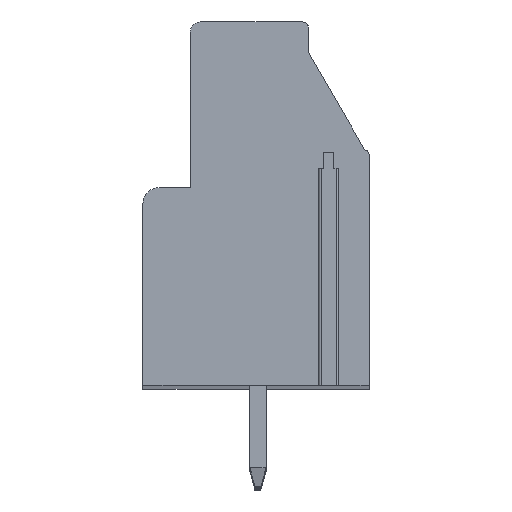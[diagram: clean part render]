
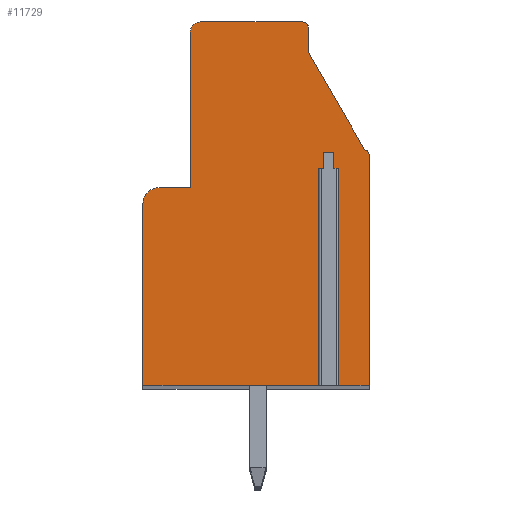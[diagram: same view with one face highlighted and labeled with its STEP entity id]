
A CAD part, top view. The second image highlights one B-rep face of the part: STEP entity #11729.
In plain terms, the highlighted planar face has unit normal (0, 0, 1).
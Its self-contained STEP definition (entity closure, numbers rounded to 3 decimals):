
#3683=DIRECTION('',(-1.,0.,0.));
#3684=VECTOR('',#3683,0.5);
#3685=CARTESIAN_POINT('',(3.85,2.55,3.75));
#3686=LINE('',#3685,#3684);
#3687=DIRECTION('',(0.,1.,0.));
#3688=VECTOR('',#3687,0.8);
#3689=CARTESIAN_POINT('',(3.35,1.75,3.75));
#3690=LINE('',#3689,#3688);
#3691=DIRECTION('',(0.,1.,0.));
#3692=VECTOR('',#3691,10.75);
#3693=CARTESIAN_POINT('',(3.35,-9.,3.75));
#3694=LINE('',#3693,#3692);
#3695=DIRECTION('',(1.,0.,0.));
#3696=VECTOR('',#3695,8.95);
#3697=CARTESIAN_POINT('',(-5.6,-9.,3.75));
#3698=LINE('',#3697,#3696);
#3699=DIRECTION('',(0.,-1.,0.));
#3700=VECTOR('',#3699,9.);
#3701=CARTESIAN_POINT('',(-5.6,0.,3.75));
#3702=LINE('',#3701,#3700);
#3703=CARTESIAN_POINT('',(-4.8,0.,3.75));
#3704=DIRECTION('',(0.,0.,1.));
#3705=DIRECTION('',(0.,1.,0.));
#3706=AXIS2_PLACEMENT_3D('',#3703,#3704,#3705);
#3708=DIRECTION('',(-1.,0.,0.));
#3709=VECTOR('',#3708,1.55);
#3710=CARTESIAN_POINT('',(-3.25,0.8,3.75));
#3711=LINE('',#3710,#3709);
#3712=DIRECTION('',(0.,-1.,0.));
#3713=VECTOR('',#3712,7.7);
#3714=CARTESIAN_POINT('',(-3.25,8.5,3.75));
#3715=LINE('',#3714,#3713);
#3716=CARTESIAN_POINT('',(-2.75,8.5,3.75));
#3717=DIRECTION('',(0.,0.,1.));
#3718=DIRECTION('',(0.,1.,0.));
#3719=AXIS2_PLACEMENT_3D('',#3716,#3717,#3718);
#3721=DIRECTION('',(-1.,0.,0.));
#3722=VECTOR('',#3721,5.05);
#3723=CARTESIAN_POINT('',(2.3,9.,3.75));
#3724=LINE('',#3723,#3722);
#3725=CARTESIAN_POINT('',(2.3,8.7,3.75));
#3726=DIRECTION('',(0.,0.,1.));
#3727=DIRECTION('',(1.,0.,0.));
#3728=AXIS2_PLACEMENT_3D('',#3725,#3726,#3727);
#3730=DIRECTION('',(0.,1.,0.));
#3731=VECTOR('',#3730,1.2);
#3732=CARTESIAN_POINT('',(2.6,7.5,3.75));
#3733=LINE('',#3732,#3731);
#3734=DIRECTION('',(-0.5,0.866,0.));
#3735=VECTOR('',#3734,5.6);
#3736=CARTESIAN_POINT('',(5.4,2.65,3.75));
#3737=LINE('',#3736,#3735);
#3738=CARTESIAN_POINT('',(5.4,2.45,3.75));
#3739=DIRECTION('',(0.,0.,1.));
#3740=DIRECTION('',(1.,0.,0.));
#3741=AXIS2_PLACEMENT_3D('',#3738,#3739,#3740);
#3743=DIRECTION('',(0.,1.,0.));
#3744=VECTOR('',#3743,11.45);
#3745=CARTESIAN_POINT('',(5.6,-9.,3.75));
#3746=LINE('',#3745,#3744);
#3747=DIRECTION('',(1.,0.,0.));
#3748=VECTOR('',#3747,1.75);
#3749=CARTESIAN_POINT('',(3.85,-9.,3.75));
#3750=LINE('',#3749,#3748);
#3751=DIRECTION('',(0.,1.,0.));
#3752=VECTOR('',#3751,10.75);
#3753=CARTESIAN_POINT('',(3.85,-9.,3.75));
#3754=LINE('',#3753,#3752);
#3755=DIRECTION('',(0.,1.,0.));
#3756=VECTOR('',#3755,0.8);
#3757=CARTESIAN_POINT('',(3.85,1.75,3.75));
#3758=LINE('',#3757,#3756);
#5573=CARTESIAN_POINT('',(5.6,-9.,3.75));
#5574=CARTESIAN_POINT('',(5.6,2.45,3.75));
#5575=VERTEX_POINT('',#5573);
#5576=VERTEX_POINT('',#5574);
#5577=CARTESIAN_POINT('',(5.4,2.65,3.75));
#5578=VERTEX_POINT('',#5577);
#5579=CARTESIAN_POINT('',(2.6,7.5,3.75));
#5580=VERTEX_POINT('',#5579);
#5582=CARTESIAN_POINT('',(-5.6,-9.,3.75));
#5584=VERTEX_POINT('',#5582);
#5601=CARTESIAN_POINT('',(3.35,-9.,3.75));
#5602=VERTEX_POINT('',#5601);
#5603=CARTESIAN_POINT('',(3.85,-9.,3.75));
#5604=VERTEX_POINT('',#5603);
#5774=CARTESIAN_POINT('',(-3.25,0.8,3.75));
#5776=VERTEX_POINT('',#5774);
#5781=CARTESIAN_POINT('',(-4.8,0.8,3.75));
#5782=VERTEX_POINT('',#5781);
#5783=CARTESIAN_POINT('',(-5.6,0.,3.75));
#5784=VERTEX_POINT('',#5783);
#5789=CARTESIAN_POINT('',(-2.75,9.,3.75));
#5790=VERTEX_POINT('',#5789);
#5791=CARTESIAN_POINT('',(-3.25,8.5,3.75));
#5792=VERTEX_POINT('',#5791);
#5797=CARTESIAN_POINT('',(2.6,8.7,3.75));
#5798=VERTEX_POINT('',#5797);
#5799=CARTESIAN_POINT('',(2.3,9.,3.75));
#5800=VERTEX_POINT('',#5799);
#5805=CARTESIAN_POINT('',(3.85,2.55,3.75));
#5806=CARTESIAN_POINT('',(3.35,2.55,3.75));
#5807=VERTEX_POINT('',#5805);
#5808=VERTEX_POINT('',#5806);
#5809=CARTESIAN_POINT('',(3.35,1.75,3.75));
#5810=VERTEX_POINT('',#5809);
#5811=CARTESIAN_POINT('',(3.85,1.75,3.75));
#5812=VERTEX_POINT('',#5811);
#11699=CARTESIAN_POINT('',(0.,0.,3.75));
#11700=DIRECTION('',(0.,0.,1.));
#11701=DIRECTION('',(1.,0.,0.));
#11702=AXIS2_PLACEMENT_3D('',#11699,#11700,#11701);
#11703=PLANE('',#11702);
#11705=ORIENTED_EDGE('',*,*,#11704,.T.);
#11707=ORIENTED_EDGE('',*,*,#11706,.F.);
#11709=ORIENTED_EDGE('',*,*,#11708,.F.);
#11710=ORIENTED_EDGE('',*,*,#11436,.F.);
#11711=ORIENTED_EDGE('',*,*,#11692,.F.);
#11712=ORIENTED_EDGE('',*,*,#7065,.F.);
#11713=ORIENTED_EDGE('',*,*,#7081,.F.);
#11714=ORIENTED_EDGE('',*,*,#7093,.F.);
#11715=ORIENTED_EDGE('',*,*,#7108,.F.);
#11716=ORIENTED_EDGE('',*,*,#7123,.F.);
#11717=ORIENTED_EDGE('',*,*,#11224,.F.);
#11718=ORIENTED_EDGE('',*,*,#11239,.F.);
#11719=ORIENTED_EDGE('',*,*,#11252,.F.);
#11720=ORIENTED_EDGE('',*,*,#11266,.F.);
#11721=ORIENTED_EDGE('',*,*,#11280,.F.);
#11722=ORIENTED_EDGE('',*,*,#11448,.F.);
#11724=ORIENTED_EDGE('',*,*,#11723,.T.);
#11726=ORIENTED_EDGE('',*,*,#11725,.T.);
#11727=EDGE_LOOP('',(#11705,#11707,#11709,#11710,#11711,#11712,#11713,#11714,
#11715,#11716,#11717,#11718,#11719,#11720,#11721,#11722,#11724,#11726));
#11728=FACE_OUTER_BOUND('',#11727,.F.);
#3707=CIRCLE('',#3706,0.8);
#3720=CIRCLE('',#3719,0.5);
#3729=CIRCLE('',#3728,0.3);
#3742=CIRCLE('',#3741,0.2);
#7065=EDGE_CURVE('',#5782,#5784,#3707,.T.);
#7081=EDGE_CURVE('',#5776,#5782,#3711,.T.);
#7093=EDGE_CURVE('',#5792,#5776,#3715,.T.);
#7108=EDGE_CURVE('',#5790,#5792,#3720,.T.);
#7123=EDGE_CURVE('',#5800,#5790,#3724,.T.);
#11224=EDGE_CURVE('',#5798,#5800,#3729,.T.);
#11239=EDGE_CURVE('',#5580,#5798,#3733,.T.);
#11252=EDGE_CURVE('',#5578,#5580,#3737,.T.);
#11266=EDGE_CURVE('',#5576,#5578,#3742,.T.);
#11280=EDGE_CURVE('',#5575,#5576,#3746,.T.);
#11436=EDGE_CURVE('',#5584,#5602,#3698,.T.);
#11448=EDGE_CURVE('',#5604,#5575,#3750,.T.);
#11692=EDGE_CURVE('',#5784,#5584,#3702,.T.);
#11704=EDGE_CURVE('',#5807,#5808,#3686,.T.);
#11706=EDGE_CURVE('',#5810,#5808,#3690,.T.);
#11708=EDGE_CURVE('',#5602,#5810,#3694,.T.);
#11723=EDGE_CURVE('',#5604,#5812,#3754,.T.);
#11725=EDGE_CURVE('',#5812,#5807,#3758,.T.);
#11729=ADVANCED_FACE('',(#11728),#11703,.T.);
